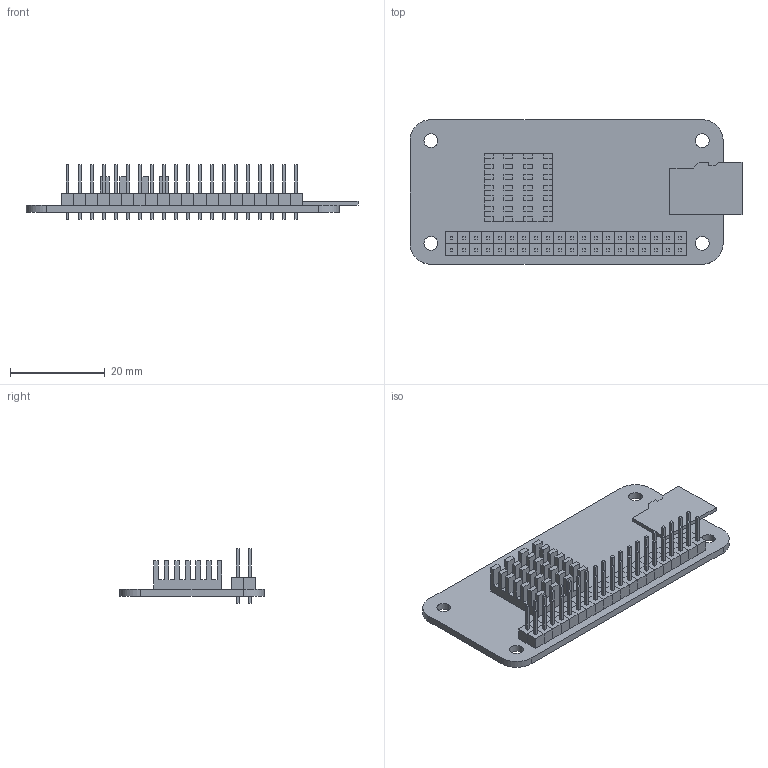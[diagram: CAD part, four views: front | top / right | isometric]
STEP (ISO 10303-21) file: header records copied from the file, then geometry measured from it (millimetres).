
FILE_DESCRIPTION (( 'STEP AP214' ), '1' );
FILE_NAME ('raspberry_pi_zero.STEP', '2023-03-17T06:08:20', ( '' ), ( '' ), 'SwSTEP 2.0', 'SolidWorks 2021', '' );
FILE_SCHEMA (( 'AUTOMOTIVE_DESIGN' ));
Length unit declared in the file: millimetre
Products named in the file (6): raspberry_pi_zero; SD_card; raspberry_pi_zero_placa; raspberry_pi_zero_disipador; pin_std_2; pinesx20
Assembly tree (44 placements, depth 3):
  raspberry_pi_zero
    raspberry_pi_zero_placa
    raspberry_pi_zero_disipador
    SD_card
    pinesx20
      pin_std_2  x40
Bounding box: 70.02 x 30.48 x 11.5 mm (x, y, z)
Volume: 4402.2 mm3; surface area: 8363.5 mm2
Topology: 43 solids, 43 shells, 892 faces, 2129 edges, 1415 vertices
Faces by surface type: plane 800, cylinder 92
Entity records: 9121 total; most frequent: DIRECTION 1541, CARTESIAN_POINT 1520, ORIENTED_EDGE 1450, EDGE_CURVE 725, LINE 541, VECTOR 541, AXIS2_PLACEMENT_3D 500, VERTEX_POINT 479
